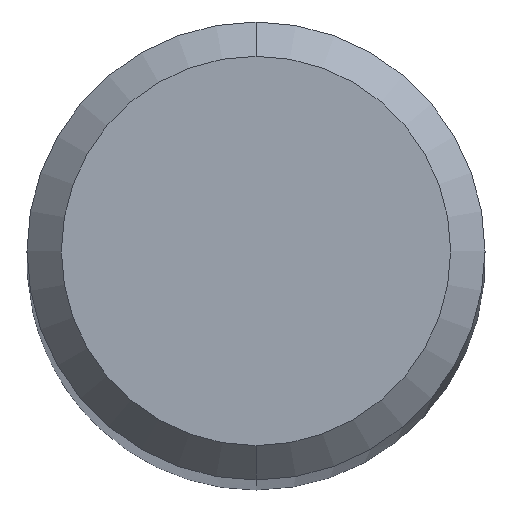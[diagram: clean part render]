
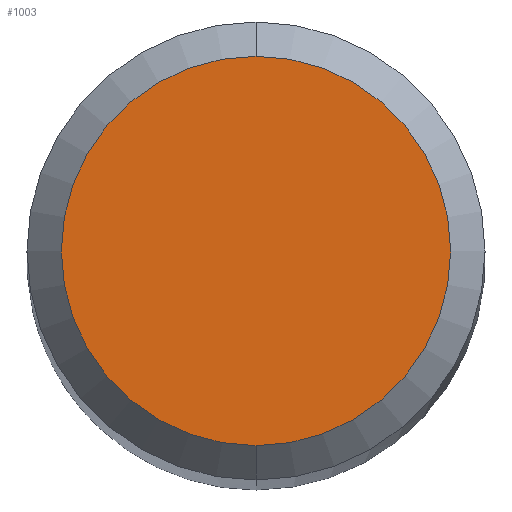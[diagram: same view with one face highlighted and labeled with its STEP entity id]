
A CAD part, top view. The second image highlights one B-rep face of the part: STEP entity #1003.
In plain terms, the highlighted planar face has unit normal (0, 0, 1).
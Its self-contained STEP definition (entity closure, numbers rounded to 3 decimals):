
#715=EDGE_CURVE('',#943,#991,#1431,.T.);
#943=VERTEX_POINT('',#1682);
#953=EDGE_CURVE('',#991,#943,#1692,.T.);
#991=VERTEX_POINT('',#1730);
#1003=ADVANCED_FACE('',(#1742),#1743,.T.);
#1431=CIRCLE('',#8910,1.7);
#1682=CARTESIAN_POINT('',(0.0,1.7,0.0));
#1692=CIRCLE('',#10447,1.7);
#1730=CARTESIAN_POINT('',(0.,-1.7,0.0));
#1742=FACE_OUTER_BOUND('',#10601,.T.);
#1743=PLANE('',#10602);
#8910=AXIS2_PLACEMENT_3D('',#11078,#11079,#11080);
#10447=AXIS2_PLACEMENT_3D('',#11365,#11366,#11367);
#10601=EDGE_LOOP('',(#11375,#11376));
#10602=AXIS2_PLACEMENT_3D('',#11377,#11378,#11379);
#11078=CARTESIAN_POINT('',(0.0,0.0,0.0));
#11079=DIRECTION('',(0.0,0.0,-1.0));
#11080=DIRECTION('',(0.0,1.0,0.0));
#11365=CARTESIAN_POINT('',(0.0,0.0,0.0));
#11366=DIRECTION('',(0.0,0.0,-1.0));
#11367=DIRECTION('',(0.0,1.0,0.0));
#11375=ORIENTED_EDGE('',*,*,#715,.F.);
#11376=ORIENTED_EDGE('',*,*,#953,.F.);
#11377=CARTESIAN_POINT('',(0.0,0.85,0.0));
#11378=DIRECTION('',(-0.0,0.0,1.0));
#11379=DIRECTION('',(0.0,-1.0,0.0));
